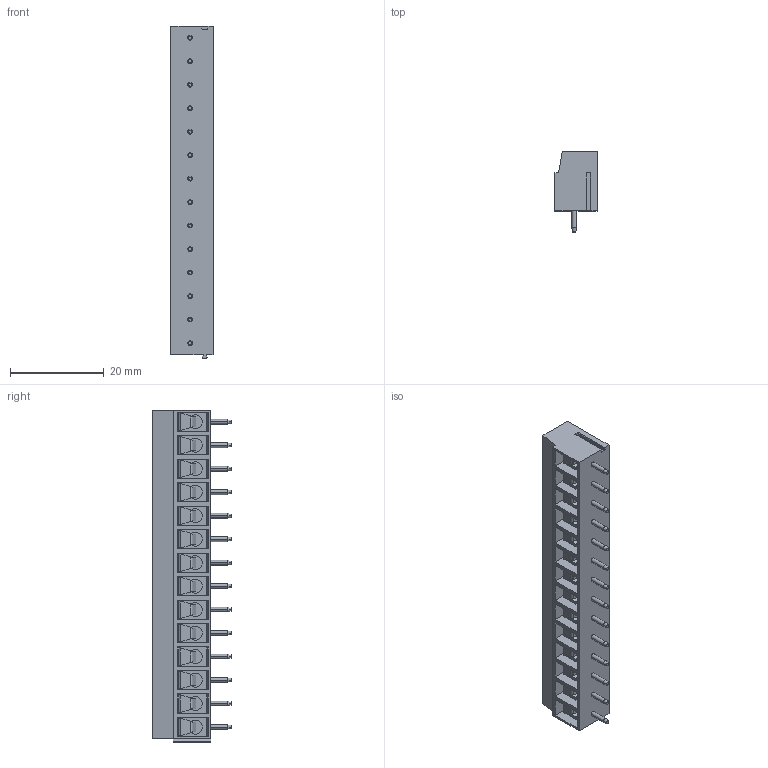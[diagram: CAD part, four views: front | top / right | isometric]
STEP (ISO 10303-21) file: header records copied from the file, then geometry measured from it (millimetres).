
FILE_DESCRIPTION((''),'2;1');
FILE_NAME('PRT0050','2024-10-19T',('yanfa'),(''),'PRO/ENGINEER BY PARAMETRIC TECHNOLOGY CORPORATION, 2009280','PRO/ENGINEER BY PARAMETRIC TECHNOLOGY CORPORATION, 2009280','');
FILE_SCHEMA(('AUTOMOTIVE_DESIGN_CC2 { 1 2 10303 214 -1 1 5 2 }'));
Length unit declared in the file: millimetre
Products named in the file (1): PRT0050
Bounding box: 9 x 17 x 70.68 mm (x, y, z)
Volume: 6085.7 mm3; surface area: 6009.9 mm2
Topology: 1 solids, 1 shells, 934 faces, 2362 edges, 1500 vertices
Faces by surface type: plane 492, cylinder 274, cone 84, extrusion 56, torus 28
Entity records: 28607 total; most frequent: CARTESIAN_POINT 6178, ORIENTED_EDGE 4724, DIRECTION 4526, EDGE_CURVE 2362, AXIS2_PLACEMENT_3D 1538, VERTEX_POINT 1500, VECTOR 1450, LINE 1394
